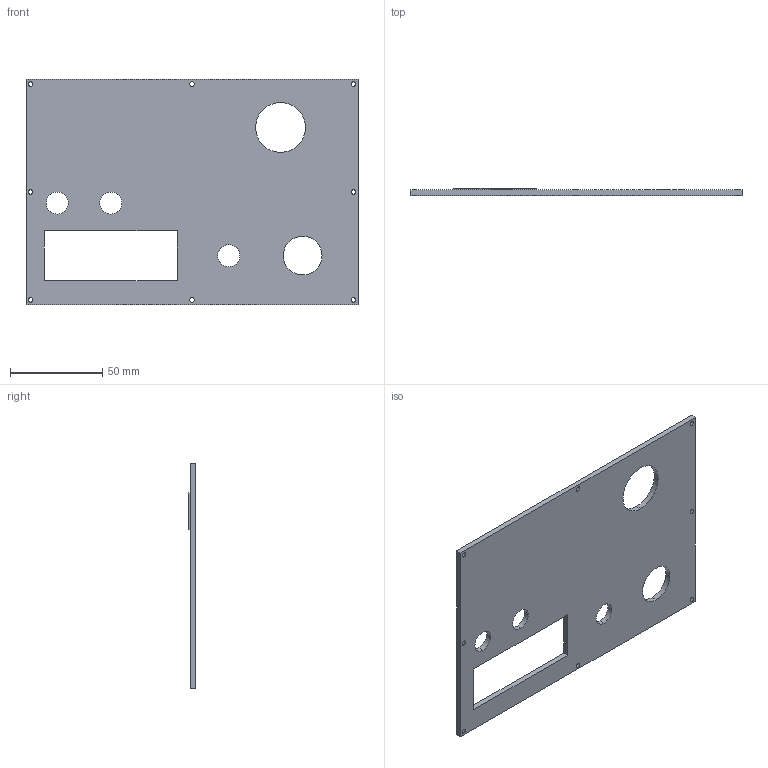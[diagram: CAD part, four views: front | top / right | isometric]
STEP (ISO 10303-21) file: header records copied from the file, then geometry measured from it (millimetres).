
FILE_DESCRIPTION (( 'STEP AP203' ), '1' );
FILE_NAME ('Deckel.STEP', '2023-03-22T15:36:33', ( '' ), ( '' ), 'SwSTEP 2.0', 'SolidWorks 2021', '' );
FILE_SCHEMA (( 'CONFIG_CONTROL_DESIGN' ));
Length unit declared in the file: millimetre
Products named in the file (1): Deckel
Bounding box: 180 x 4 x 122 mm (x, y, z)
Volume: 56605.6 mm3; surface area: 40937.1 mm2
Topology: 1 solids, 1 shells, 44 faces, 123 edges, 82 vertices
Faces by surface type: cylinder 26, plane 18
Entity records: 1572 total; most frequent: DIRECTION 265, CARTESIAN_POINT 250, ORIENTED_EDGE 246, EDGE_CURVE 123, AXIS2_PLACEMENT_3D 97, VERTEX_POINT 82, EDGE_LOOP 73, LINE 71
